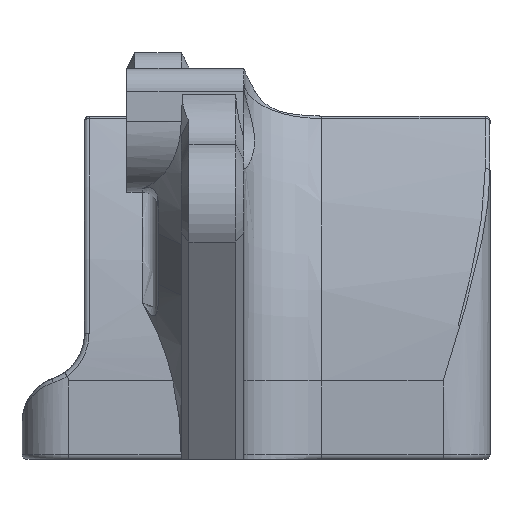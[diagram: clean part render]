
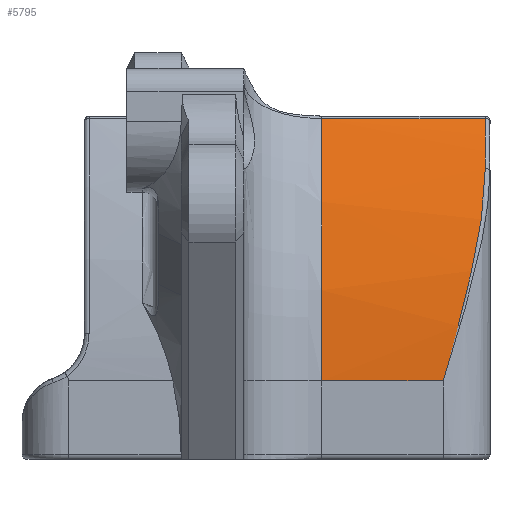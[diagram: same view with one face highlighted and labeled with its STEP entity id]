
A CAD part, left-side view. The second image highlights one B-rep face of the part: STEP entity #5795.
In plain terms, the highlighted cylindrical face has radius 35.386 mm (diameter 70.772 mm), a partial arc.
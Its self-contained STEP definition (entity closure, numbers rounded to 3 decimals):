
#494=FACE_OUTER_BOUND('',#834,.T.);
#834=EDGE_LOOP('',(#5255,#5256,#5257,#5258,#5259));
#884=CIRCLE('',#5986,35.386);
#999=CIRCLE('',#6241,35.386);
#1444=B_SPLINE_CURVE_WITH_KNOTS('',3,(#18649,#18650,#18651,#18652,#18653,
#18654,#18655,#18656),.UNSPECIFIED.,.F.,.F.,(4,1,1,2,4),(-1.409,
-0.846,-0.564,0.,0.003),
 .UNSPECIFIED.);
#1641=LINE('',#12286,#1929);
#1692=LINE('',#12800,#1980);
#1929=VECTOR('',#6865,10.);
#1980=VECTOR('',#7076,10.);
#2336=VERTEX_POINT('',#11457);
#2337=VERTEX_POINT('',#11479);
#2377=VERTEX_POINT('',#12285);
#2446=VERTEX_POINT('',#12798);
#2595=VERTEX_POINT('',#18647);
#3020=EDGE_CURVE('',#2337,#2336,#884,.T.);
#3087=EDGE_CURVE('',#2336,#2377,#1641,.T.);
#3201=EDGE_CURVE('',#2446,#2337,#1692,.T.);
#3481=EDGE_CURVE('',#2595,#2446,#1444,.T.);
#3483=EDGE_CURVE('',#2377,#2595,#999,.T.);
#5255=ORIENTED_EDGE('',*,*,#3020,.F.);
#5256=ORIENTED_EDGE('',*,*,#3201,.F.);
#5257=ORIENTED_EDGE('',*,*,#3481,.F.);
#5258=ORIENTED_EDGE('',*,*,#3483,.F.);
#5259=ORIENTED_EDGE('',*,*,#3087,.F.);
#5476=CYLINDRICAL_SURFACE('',#6255,35.386);
#5795=ADVANCED_FACE('',(#494),#5476,.T.);
#5986=AXIS2_PLACEMENT_3D('',#11481,#6754,#6755);
#6241=AXIS2_PLACEMENT_3D('',#18666,#7397,#7398);
#6255=AXIS2_PLACEMENT_3D('',#18901,#7427,#7428);
#6754=DIRECTION('center_axis',(0.,1.,0.));
#6755=DIRECTION('ref_axis',(-0.969,0.,0.245));
#6865=DIRECTION('',(0.,-1.,0.));
#7076=DIRECTION('',(0.,1.,0.));
#7397=DIRECTION('center_axis',(0.,-1.,0.));
#7398=DIRECTION('ref_axis',(-0.897,0.,0.442));
#7427=DIRECTION('center_axis',(0.,1.,0.));
#7428=DIRECTION('ref_axis',(-1.,0.,0.));
#11457=CARTESIAN_POINT('',(-11.33,-59.592,-3.227));
#11479=CARTESIAN_POINT('',(-15.585,-59.592,-20.05));
#11481=CARTESIAN_POINT('Origin',(19.801,-59.592,-20.049));
#12285=CARTESIAN_POINT('',(-11.33,-70.091,-3.227));
#12286=CARTESIAN_POINT('',(-11.33,-70.391,-3.227));
#12798=CARTESIAN_POINT('',(-15.585,-67.391,-20.05));
#12800=CARTESIAN_POINT('',(-15.585,-70.391,-20.05));
#18647=CARTESIAN_POINT('',(-12.862,-70.091,-6.438));
#18649=CARTESIAN_POINT('Ctrl Pts',(-12.862,-70.091,
-6.438));
#18650=CARTESIAN_POINT('Ctrl Pts',(-13.591,-70.091,
-8.187));
#18651=CARTESIAN_POINT('Ctrl Pts',(-14.472,-69.689,-10.905));
#18652=CARTESIAN_POINT('Ctrl Pts',(-15.368,-68.664,-15.444));
#18653=CARTESIAN_POINT('Ctrl Pts',(-15.583,-67.901,
-18.198));
#18654=CARTESIAN_POINT('Ctrl Pts',(-15.585,-67.396,
-20.033));
#18655=CARTESIAN_POINT('Ctrl Pts',(-15.585,-67.394,
-20.042));
#18656=CARTESIAN_POINT('Ctrl Pts',(-15.585,-67.391,
-20.05));
#18666=CARTESIAN_POINT('Origin',(19.801,-70.091,-20.049));
#18901=CARTESIAN_POINT('Origin',(19.801,-70.391,-20.049));
